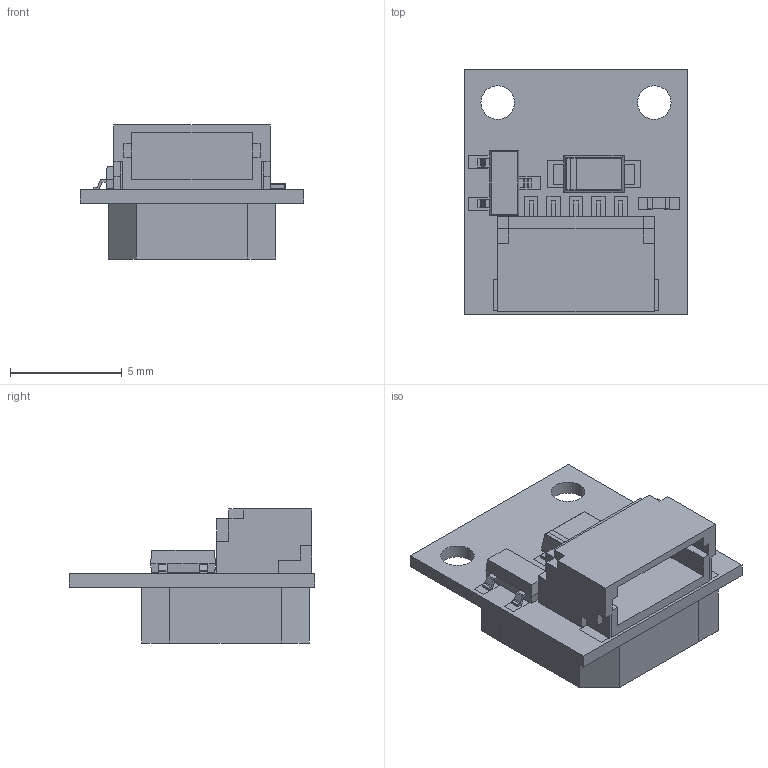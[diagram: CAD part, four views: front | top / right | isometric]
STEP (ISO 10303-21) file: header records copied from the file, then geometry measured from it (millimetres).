
FILE_DESCRIPTION(('FreeCAD Model'),'2;1');
FILE_NAME('Wireling_BUZZER_AST1035_REV1-STEP.step','2020-08-10T13:23:57',(''),(''), 'Open CASCADE STEP processor 7.4','FreeCAD','Unknown');
FILE_SCHEMA(('AUTOMOTIVE_DESIGN { 1 0 10303 214 1 1 1 1 }'));
Length unit declared in the file: millimetre
Products named in the file (1): Wireling_BUZZER_AST1035_REV1-STEP
Bounding box: 10 x 11 x 6 mm (x, y, z)
Volume: 329.8 mm3; surface area: 1001.9 mm2
Topology: 48 solids, 48 shells, 528 faces, 1225 edges, 795 vertices
Faces by surface type: plane 476, cylinder 40, revolution 12
Full cylindrical faces by diameter (mm): 1.502 x4
Entity records: 33868 total; most frequent: CARTESIAN_POINT 5285, DIRECTION 4740, LINE 3458, VECTOR 3458, ORIENTED_EDGE 2450, PCURVE 2450, DEFINITIONAL_REPRESENTATION 2450, EDGE_CURVE 1225
